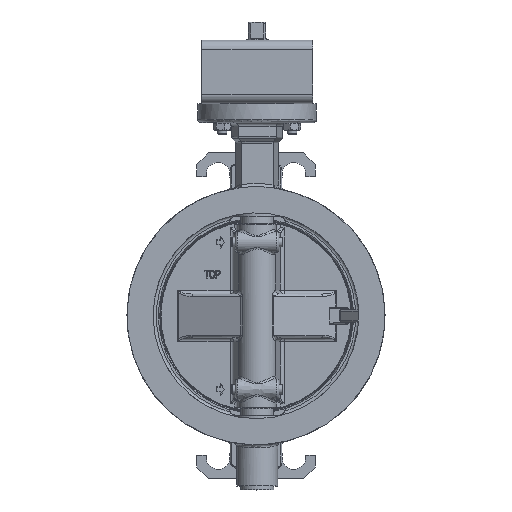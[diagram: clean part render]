
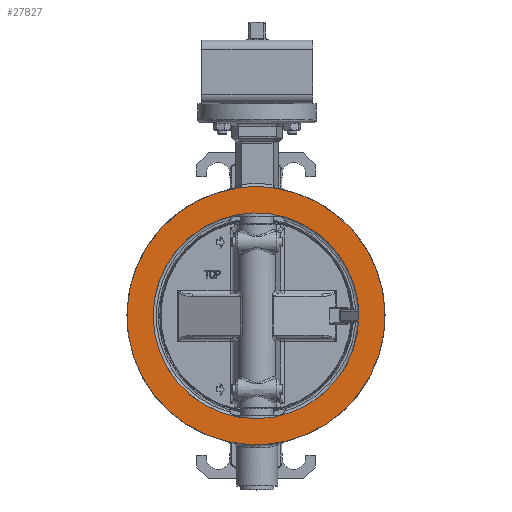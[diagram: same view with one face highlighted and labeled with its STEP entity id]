
A CAD part, top view. The second image highlights one B-rep face of the part: STEP entity #27827.
In plain terms, the highlighted planar face has unit normal (0, 0, 1).
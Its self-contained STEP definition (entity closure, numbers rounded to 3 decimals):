
#27741=CARTESIAN_POINT('',(0.0,95.5,28.9));
#27742=DIRECTION('',(0.0,0.0,-1.0));
#27743=DIRECTION('',(-1.0,0.0,0.0));
#27744=AXIS2_PLACEMENT_3D('',#27741,#27742,#27743);
#27745=PLANE('',#27744);
#27746=CARTESIAN_POINT('',(-20.242,161.894,28.9));
#27747=VERTEX_POINT('',#27746);
#27748=CARTESIAN_POINT('',(23.175,161.5,28.9));
#27749=VERTEX_POINT('',#27748);
#27750=CARTESIAN_POINT('',(0.0,0.0,28.9));
#27751=DIRECTION('',(0.0,0.0,-1.0));
#27752=DIRECTION('',(1.0,0.0,0.0));
#27753=AXIS2_PLACEMENT_3D('',#27750,#27751,#27752);
#27754=CIRCLE('',#27753,163.154);
#27755=EDGE_CURVE('',#27747,#27749,#27754,.T.);
#27756=ORIENTED_EDGE('',*,*,#27755,.F.);
#27757=CARTESIAN_POINT('',(-21.338,161.597,28.9));
#27758=VERTEX_POINT('',#27757);
#27759=CARTESIAN_POINT('',(-21.338,161.597,28.9));
#27760=CARTESIAN_POINT('',(-20.961,161.647,28.9));
#27761=CARTESIAN_POINT('',(-20.592,161.748,28.9));
#27762=CARTESIAN_POINT('',(-20.241,161.895,28.9));
#27763=B_SPLINE_CURVE_WITH_KNOTS('',3,(#27759,#27760,#27761,#27762),.UNSPECIFIED.,.F.,.U.,(4,4),(-0.59,-0.476),.UNSPECIFIED.);
#27764=EDGE_CURVE('',#27758,#27747,#27763,.T.);
#27765=ORIENTED_EDGE('',*,*,#27764,.F.);
#27766=CARTESIAN_POINT('',(-6.392,-162.875,28.9));
#27767=VERTEX_POINT('',#27766);
#27768=CARTESIAN_POINT('',(0.0,0.0,28.9));
#27769=DIRECTION('',(0.0,0.0,-1.0));
#27770=DIRECTION('',(-1.0,0.0,0.0));
#27771=AXIS2_PLACEMENT_3D('',#27768,#27769,#27770);
#27772=CIRCLE('',#27771,163.0);
#27773=EDGE_CURVE('',#27767,#27758,#27772,.T.);
#27774=ORIENTED_EDGE('',*,*,#27773,.F.);
#27775=CARTESIAN_POINT('',(9.32,-162.733,28.9));
#27776=VERTEX_POINT('',#27775);
#27777=CARTESIAN_POINT('',(9.32,-162.733,28.9));
#27778=CARTESIAN_POINT('',(8.411,-162.785,28.9));
#27779=CARTESIAN_POINT('',(7.521,-162.852,28.9));
#27780=CARTESIAN_POINT('',(5.611,-162.984,28.9));
#27781=CARTESIAN_POINT('',(4.756,-163.039,28.9));
#27782=CARTESIAN_POINT('',(3.394,-163.102,28.9));
#27783=CARTESIAN_POINT('',(2.953,-163.118,28.9));
#27784=CARTESIAN_POINT('',(2.243,-163.136,28.9));
#27785=CARTESIAN_POINT('',(1.98,-163.141,28.9));
#27786=CARTESIAN_POINT('',(1.481,-163.148,28.9));
#27787=CARTESIAN_POINT('',(1.248,-163.15,28.9));
#27788=CARTESIAN_POINT('',(0.72,-163.15,28.9));
#27789=CARTESIAN_POINT('',(0.427,-163.149,28.9));
#27790=CARTESIAN_POINT('',(-0.452,-163.138,28.9));
#27791=CARTESIAN_POINT('',(-1.028,-163.123,28.9));
#27792=CARTESIAN_POINT('',(-3.303,-163.04,28.9));
#27793=CARTESIAN_POINT('',(-4.88,-162.934,28.9));
#27794=CARTESIAN_POINT('',(-6.392,-162.875,28.9));
#27795=B_SPLINE_CURVE_WITH_KNOTS('',3,(#27777,#27778,#27779,#27780,#27781,#27782,#27783,#27784,#27785,#27786,#27787,#27788,#27789,#27790,#27791,#27792,#27793,#27794),.UNSPECIFIED.,.F.,.U.,(4,2,2,2,2,2,2,2,4),(-1.442,-1.191,-0.944,-0.824,-0.753,-0.69,-0.611,-0.454,0.0),.UNSPECIFIED.);
#27796=EDGE_CURVE('',#27776,#27767,#27795,.T.);
#27797=ORIENTED_EDGE('',*,*,#27796,.F.);
#27798=CARTESIAN_POINT('',(24.266,161.184,28.9));
#27799=VERTEX_POINT('',#27798);
#27800=CARTESIAN_POINT('',(0.0,0.0,28.9));
#27801=DIRECTION('',(0.0,0.0,-1.0));
#27802=DIRECTION('',(-1.0,0.0,0.0));
#27803=AXIS2_PLACEMENT_3D('',#27800,#27801,#27802);
#27804=CIRCLE('',#27803,163.0);
#27805=EDGE_CURVE('',#27799,#27776,#27804,.T.);
#27806=ORIENTED_EDGE('',*,*,#27805,.F.);
#27807=CARTESIAN_POINT('',(23.177,161.504,28.9));
#27808=CARTESIAN_POINT('',(23.524,161.349,28.9));
#27809=CARTESIAN_POINT('',(23.89,161.24,28.9));
#27810=CARTESIAN_POINT('',(24.266,161.184,28.9));
#27811=B_SPLINE_CURVE_WITH_KNOTS('',3,(#27807,#27808,#27809,#27810),.UNSPECIFIED.,.F.,.U.,(4,4),(-0.114,0.0),.UNSPECIFIED.);
#27812=EDGE_CURVE('',#27749,#27799,#27811,.T.);
#27813=ORIENTED_EDGE('',*,*,#27812,.F.);
#27814=EDGE_LOOP('',(#27756,#27765,#27774,#27797,#27806,#27813));
#27815=FACE_OUTER_BOUND('',#27814,.T.);
#27816=CARTESIAN_POINT('',(130.0,0.,28.9));
#27817=VERTEX_POINT('',#27816);
#27818=CARTESIAN_POINT('',(0.0,0.0,28.9));
#27819=DIRECTION('',(0.0,0.0,1.0));
#27820=DIRECTION('',(-1.0,0.0,0.0));
#27821=AXIS2_PLACEMENT_3D('',#27818,#27819,#27820);
#27822=CIRCLE('',#27821,130.0);
#27823=EDGE_CURVE('',#27817,#27817,#27822,.T.);
#27824=ORIENTED_EDGE('',*,*,#27823,.F.);
#27825=EDGE_LOOP('',(#27824));
#27826=FACE_BOUND('',#27825,.T.);
#27827=ADVANCED_FACE('',(#27815,#27826),#27745,.F.);
